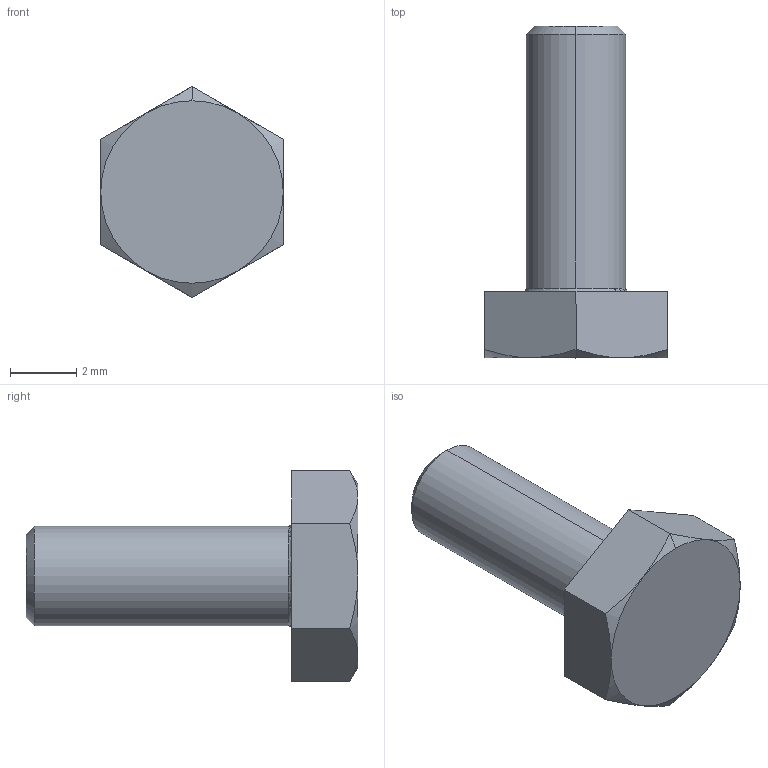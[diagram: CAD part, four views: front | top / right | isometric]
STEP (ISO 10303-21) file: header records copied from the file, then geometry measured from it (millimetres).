
FILE_DESCRIPTION (( 'STEP AP203' ), '1' );
FILE_NAME ('REV-41-1359.STEP', '2022-09-09T21:22:00', ( '' ), ( '' ), 'SwSTEP 2.0', 'SolidWorks 2022', '' );
FILE_SCHEMA (( 'CONFIG_CONTROL_DESIGN' ));
Length unit declared in the file: inch
Products named in the file (1): REV-41-1359
Bounding box: 5.5 x 10 x 6.35 mm (x, y, z)
Volume: 108.5 mm3; surface area: 162.8 mm2
Topology: 1 solids, 1 shells, 22 faces, 50 edges, 31 vertices
Faces by surface type: cone 9, plane 9, cylinder 2, torus 2
Entity records: 770 total; most frequent: CARTESIAN_POINT 212, ORIENTED_EDGE 100, DIRECTION 97, EDGE_CURVE 50, AXIS2_PLACEMENT_3D 40, VERTEX_POINT 31, EDGE_LOOP 23, FACE_OUTER_BOUND 22
